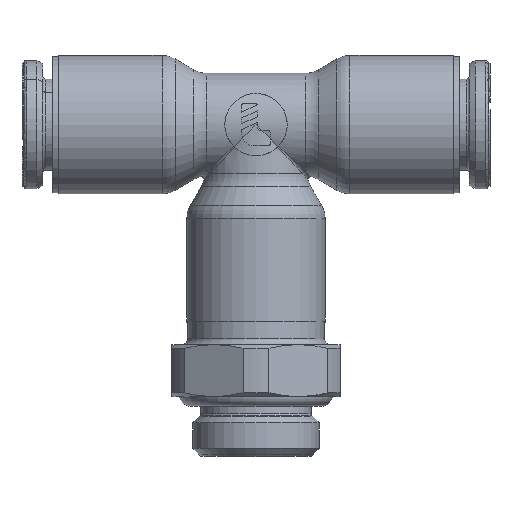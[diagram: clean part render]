
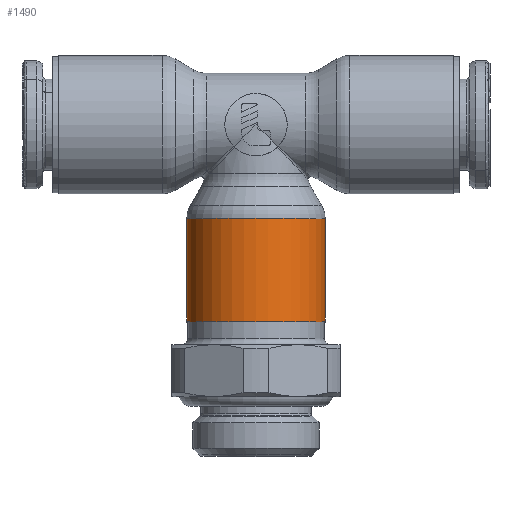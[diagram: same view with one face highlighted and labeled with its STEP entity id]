
A CAD part, top view. The second image highlights one B-rep face of the part: STEP entity #1490.
In plain terms, the highlighted cylindrical face has radius 5.325 mm (diameter 10.65 mm), a partial arc.
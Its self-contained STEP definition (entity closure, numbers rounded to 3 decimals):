
#1490=ADVANCED_FACE('',(#4073),#4074,.T.);
#4073=FACE_OUTER_BOUND('',#10446,.T.);
#4074=CYLINDRICAL_SURFACE('',#10447,5.325);
#10446=EDGE_LOOP('',(#20062,#20063,#20064,#20065));
#10447=AXIS2_PLACEMENT_3D('',#20066,#20067,#20068);
#20062=ORIENTED_EDGE('',*,*,#24696,.T.);
#20063=ORIENTED_EDGE('',*,*,#24693,.F.);
#20064=ORIENTED_EDGE('',*,*,#24690,.F.);
#20065=ORIENTED_EDGE('',*,*,#24695,.T.);
#20066=CARTESIAN_POINT('',(0.0,0.76,0.0));
#20067=DIRECTION('',(0.0,1.0,-0.0));
#20068=DIRECTION('',(-1.0,0.0,0.0));
#24690=EDGE_CURVE('',#30118,#30119,#30120,.T.);
#24693=EDGE_CURVE('',#30119,#30123,#30124,.T.);
#24695=EDGE_CURVE('',#30118,#30125,#30127,.T.);
#24696=EDGE_CURVE('',#30125,#30123,#30128,.T.);
#30118=VERTEX_POINT('',#41203);
#30119=VERTEX_POINT('',#41204);
#30120=CIRCLE('',#41205,5.325);
#30123=VERTEX_POINT('',#41208);
#30124=LINE('',#41209,#41210);
#30125=VERTEX_POINT('',#41211);
#30127=LINE('',#41213,#41214);
#30128=CIRCLE('',#41215,5.325);
#41203=CARTESIAN_POINT('',(5.325,-15.2,0.0));
#41204=CARTESIAN_POINT('',(-5.325,-15.2,0.0));
#41205=AXIS2_PLACEMENT_3D('',#46380,#46381,#46382);
#41208=CARTESIAN_POINT('',(-5.325,-7.236,0.0));
#41209=CARTESIAN_POINT('',(-5.325,-15.2,0.0));
#41210=VECTOR('',#46389,7.964);
#41211=CARTESIAN_POINT('',(5.325,-7.236,0.0));
#41213=CARTESIAN_POINT('',(5.325,-15.2,0.0));
#41214=VECTOR('',#46393,7.964);
#41215=AXIS2_PLACEMENT_3D('',#46394,#46395,#46396);
#46380=CARTESIAN_POINT('',(0.0,-15.2,0.0));
#46381=DIRECTION('',(0.0,-1.0,0.0));
#46382=DIRECTION('',(1.0,0.0,0.0));
#46389=DIRECTION('',(0.0,1.0,0.0));
#46393=DIRECTION('',(0.0,1.0,0.0));
#46394=CARTESIAN_POINT('',(0.0,-7.236,0.0));
#46395=DIRECTION('',(0.0,-1.0,0.0));
#46396=DIRECTION('',(1.0,0.0,0.0));
